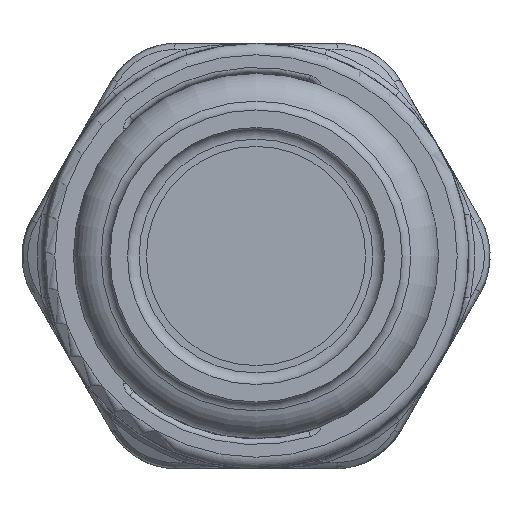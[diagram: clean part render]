
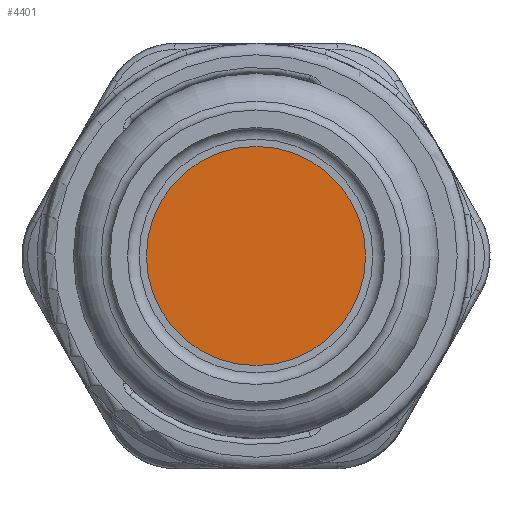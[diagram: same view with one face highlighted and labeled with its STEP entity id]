
A CAD part, front view. The second image highlights one B-rep face of the part: STEP entity #4401.
In plain terms, the highlighted planar face has unit normal (0, -1, 0).
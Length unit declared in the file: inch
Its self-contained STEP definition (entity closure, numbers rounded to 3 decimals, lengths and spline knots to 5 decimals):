
#784=FACE_OUTER_BOUND('',#1078,.T.);
#1078=EDGE_LOOP('',(#2732));
#1386=CIRCLE('',#4722,0.58268);
#1682=VERTEX_POINT('',#6639);
#2068=EDGE_CURVE('',#1682,#1682,#1386,.T.);
#2732=ORIENTED_EDGE('',*,*,#2068,.F.);
#4060=PLANE('',#4721);
#4401=ADVANCED_FACE('',(#784),#4060,.F.);
#4721=AXIS2_PLACEMENT_3D('',#6638,#5317,#5318);
#4722=AXIS2_PLACEMENT_3D('',#6640,#5319,#5320);
#5317=DIRECTION('center_axis',(0.,1.,0.));
#5318=DIRECTION('ref_axis',(1.,0.,0.));
#5319=DIRECTION('center_axis',(0.,1.,0.));
#5320=DIRECTION('ref_axis',(0.,0.,-1.));
#6638=CARTESIAN_POINT('Origin',(0.,0.,0.58268));
#6639=CARTESIAN_POINT('',(0.,0.,-0.58268));
#6640=CARTESIAN_POINT('Origin',(0.,0.,0.));
